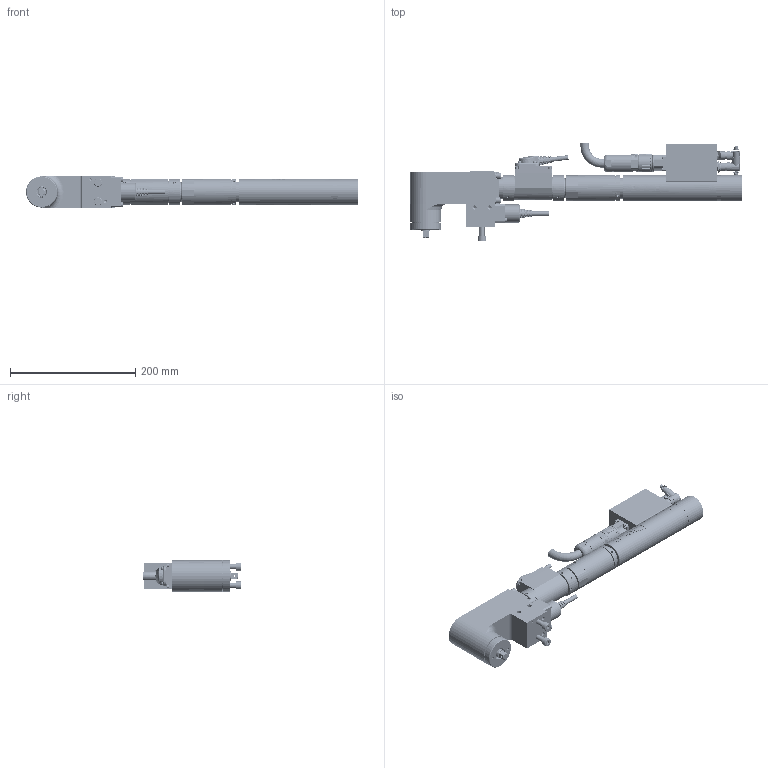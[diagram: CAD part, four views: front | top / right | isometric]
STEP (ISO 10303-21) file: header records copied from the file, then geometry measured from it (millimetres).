
FILE_DESCRIPTION(/* description */ (''),/* implementation_level */ '2;1');
FILE_NAME(/* name */ '1BD35T2A-A_IAM_001.iam.step',/* time_stamp */ '2021-07-22T13:58:57+02:00',/* author */ ('cideon'),/* organization */ (''),/* preprocessor_version */ 'ST-DEVELOPER v17.2',/* originating_system */ 'Autodesk Inventor 2019',/* authorisation */ '');
FILE_SCHEMA (('AUTOMOTIVE_DESIGN { 1 0 10303 214 3 1 1 }'));
Length unit declared in the file: centimetre
Products named in the file (1): Bauteil10
Bounding box: 530.25 x 157.75 x 50 mm (x, y, z)
Volume: 1030570.8 mm3; surface area: 281222.8 mm2
Topology: 4 solids, 4 shells, 5189 faces, 14551 edges, 9649 vertices
Faces by surface type: plane 2918, cylinder 1355, cone 331, bspline 302, torus 266, sphere 17
Full cylindrical faces by diameter (mm): 0.434 x4, 0.6 x22, 1.5 x2, 1.83 x4, 2.1 x4, 2.5 x9, 2.8 x4, 3 x4, 3.2 x5, 3.3 x4, 3.4 x4, 3.5 x5, 4 x14, 4.02 x2, 4.3 x4, 4.5 x5, 5 x11, 5.1 x1, 5.2 x1, 5.5 x14, 5.6 x4, 5.9 x2, 6 x13, 6.3 x2, 6.6 x3, 6.8 x4, 7 x2, 7.2 x4, 7.3 x2, 7.5 x3
Entity records: 227097 total; most frequent: CARTESIAN_POINT 90338, ORIENTED_EDGE 29038, DIRECTION 26869, EDGE_CURVE 14519, AXIS2_PLACEMENT_3D 9823, VERTEX_POINT 9649, LINE 7223, VECTOR 7223
